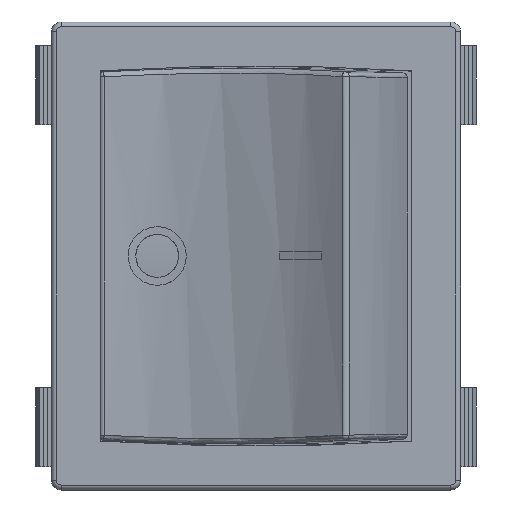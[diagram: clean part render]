
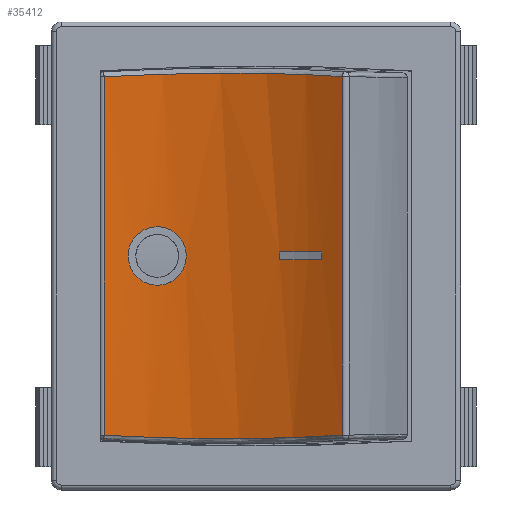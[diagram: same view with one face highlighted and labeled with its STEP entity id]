
A CAD part, top view. The second image highlights one B-rep face of the part: STEP entity #35412.
In plain terms, the highlighted cylindrical face has radius 18.314 mm (diameter 36.628 mm), a partial arc.
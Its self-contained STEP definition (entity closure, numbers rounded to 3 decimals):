
#1804=B_SPLINE_CURVE_WITH_KNOTS('',3,(#61361,#61362,#61363,#61364,#61365),
 .UNSPECIFIED.,.F.,.F.,(4,1,4),(-1.476,-0.719,-0.151),
 .UNSPECIFIED.);
#1805=B_SPLINE_CURVE_WITH_KNOTS('',3,(#61416,#61417,#61418,#61419,#61420),
 .UNSPECIFIED.,.F.,.F.,(4,1,4),(-1.476,-0.719,-0.151),
 .UNSPECIFIED.);
#1806=B_SPLINE_CURVE_WITH_KNOTS('',3,(#61460,#61461,#61462,#61463,#61464,
#61465,#61466,#61467,#61468,#61469),.UNSPECIFIED.,.T.,.F.,(4,1,1,1,1,1,
1,4),(-3.142,-2.244,-1.346,-0.449,
0.449,1.346,2.244,3.142),
 .UNSPECIFIED.);
#1962=FACE_BOUND('',#6956,.T.);
#1963=FACE_BOUND('',#6957,.T.);
#4931=FACE_OUTER_BOUND('',#6955,.T.);
#6955=EDGE_LOOP('',(#32970,#32971,#32972,#32973));
#6956=EDGE_LOOP('',(#32974,#32975,#32976,#32977));
#6957=EDGE_LOOP('',(#32978));
#7174=CIRCLE('',#36794,18.314);
#7175=CIRCLE('',#36795,18.314);
#10811=LINE('',#61425,#14622);
#10812=LINE('',#61450,#14623);
#10813=LINE('',#61453,#14624);
#10814=LINE('',#61457,#14625);
#14622=VECTOR('',#43004,10.);
#14623=VECTOR('',#43013,10.);
#14624=VECTOR('',#43014,10.);
#14625=VECTOR('',#43017,10.);
#18099=VERTEX_POINT('',#61358);
#18100=VERTEX_POINT('',#61360);
#18101=VERTEX_POINT('',#61413);
#18102=VERTEX_POINT('',#61415);
#18103=VERTEX_POINT('',#61451);
#18104=VERTEX_POINT('',#61452);
#18105=VERTEX_POINT('',#61454);
#18106=VERTEX_POINT('',#61456);
#18107=VERTEX_POINT('',#61459);
#23093=EDGE_CURVE('',#18099,#18100,#1804,.T.);
#23097=EDGE_CURVE('',#18101,#18102,#1805,.T.);
#23101=EDGE_CURVE('',#18100,#18101,#10811,.T.);
#23103=EDGE_CURVE('',#18102,#18099,#10812,.T.);
#23104=EDGE_CURVE('',#18103,#18104,#10813,.T.);
#23105=EDGE_CURVE('',#18104,#18105,#7174,.T.);
#23106=EDGE_CURVE('',#18105,#18106,#10814,.T.);
#23107=EDGE_CURVE('',#18106,#18103,#7175,.T.);
#23108=EDGE_CURVE('',#18107,#18107,#1806,.T.);
#32970=ORIENTED_EDGE('',*,*,#23101,.F.);
#32971=ORIENTED_EDGE('',*,*,#23093,.F.);
#32972=ORIENTED_EDGE('',*,*,#23103,.F.);
#32973=ORIENTED_EDGE('',*,*,#23097,.F.);
#32974=ORIENTED_EDGE('',*,*,#23104,.T.);
#32975=ORIENTED_EDGE('',*,*,#23105,.T.);
#32976=ORIENTED_EDGE('',*,*,#23106,.T.);
#32977=ORIENTED_EDGE('',*,*,#23107,.T.);
#32978=ORIENTED_EDGE('',*,*,#23108,.T.);
#33651=CYLINDRICAL_SURFACE('',#36793,18.314);
#35412=ADVANCED_FACE('',(#4931,#1962,#1963),#33651,.F.);
#36793=AXIS2_PLACEMENT_3D('',#61449,#43011,#43012);
#36794=AXIS2_PLACEMENT_3D('',#61455,#43015,#43016);
#36795=AXIS2_PLACEMENT_3D('',#61458,#43018,#43019);
#43004=DIRECTION('',(0.,-1.,0.));
#43011=DIRECTION('center_axis',(0.,-1.,0.));
#43012=DIRECTION('ref_axis',(0.069,0.,0.998));
#43013=DIRECTION('',(0.,1.,0.));
#43014=DIRECTION('',(0.,1.,0.));
#43015=DIRECTION('center_axis',(0.,-1.,0.));
#43016=DIRECTION('ref_axis',(0.069,0.,0.998));
#43017=DIRECTION('',(0.,-1.,0.));
#43018=DIRECTION('center_axis',(0.,1.,0.));
#43019=DIRECTION('ref_axis',(0.069,0.,0.998));
#61358=CARTESIAN_POINT('',(-7.793,9.195,17.34));
#61360=CARTESIAN_POINT('',(4.416,9.195,21.148));
#61361=CARTESIAN_POINT('Ctrl Pts',(-7.793,9.195,17.34));
#61362=CARTESIAN_POINT('Ctrl Pts',(-5.31,9.326,17.205));
#61363=CARTESIAN_POINT('Ctrl Pts',(-0.912,9.44,
17.867));
#61364=CARTESIAN_POINT('Ctrl Pts',(2.942,9.293,20.006));
#61365=CARTESIAN_POINT('Ctrl Pts',(4.416,9.195,21.148));
#61413=CARTESIAN_POINT('',(4.416,-9.195,21.148));
#61415=CARTESIAN_POINT('',(-7.793,-9.195,17.34));
#61416=CARTESIAN_POINT('Ctrl Pts',(4.416,-9.195,21.148));
#61417=CARTESIAN_POINT('Ctrl Pts',(2.45,-9.326,19.625));
#61418=CARTESIAN_POINT('Ctrl Pts',(-1.544,-9.44,
17.67));
#61419=CARTESIAN_POINT('Ctrl Pts',(-5.931,-9.293,17.239));
#61420=CARTESIAN_POINT('Ctrl Pts',(-7.793,-9.195,
17.34));
#61425=CARTESIAN_POINT('',(4.416,0.,21.148));
#61449=CARTESIAN_POINT('Origin',(-6.798,0.,
35.627));
#61450=CARTESIAN_POINT('',(-7.793,0.,17.34));
#61451=CARTESIAN_POINT('',(1.209,-0.2,19.156));
#61452=CARTESIAN_POINT('',(1.209,0.2,19.156));
#61453=CARTESIAN_POINT('',(1.209,0.,19.156));
#61454=CARTESIAN_POINT('',(3.376,0.2,20.399));
#61455=CARTESIAN_POINT('Origin',(-6.798,0.2,35.627));
#61456=CARTESIAN_POINT('',(3.376,-0.2,20.399));
#61457=CARTESIAN_POINT('',(3.376,0.,20.399));
#61458=CARTESIAN_POINT('Origin',(-6.798,-0.2,35.627));
#61459=CARTESIAN_POINT('',(-6.561,0.,17.315));
#61460=CARTESIAN_POINT('Ctrl Pts',(-6.561,0.,
17.315));
#61461=CARTESIAN_POINT('Ctrl Pts',(-6.561,0.449,
17.315));
#61462=CARTESIAN_POINT('Ctrl Pts',(-6.132,1.343,17.313));
#61463=CARTESIAN_POINT('Ctrl Pts',(-4.682,1.673,17.415));
#61464=CARTESIAN_POINT('Ctrl Pts',(-3.53,0.745,
17.606));
#61465=CARTESIAN_POINT('Ctrl Pts',(-3.533,-0.744,
17.605));
#61466=CARTESIAN_POINT('Ctrl Pts',(-4.681,-1.676,
17.414));
#61467=CARTESIAN_POINT('Ctrl Pts',(-6.132,-1.341,
17.313));
#61468=CARTESIAN_POINT('Ctrl Pts',(-6.561,-0.449,
17.315));
#61469=CARTESIAN_POINT('Ctrl Pts',(-6.561,0.,
17.315));
